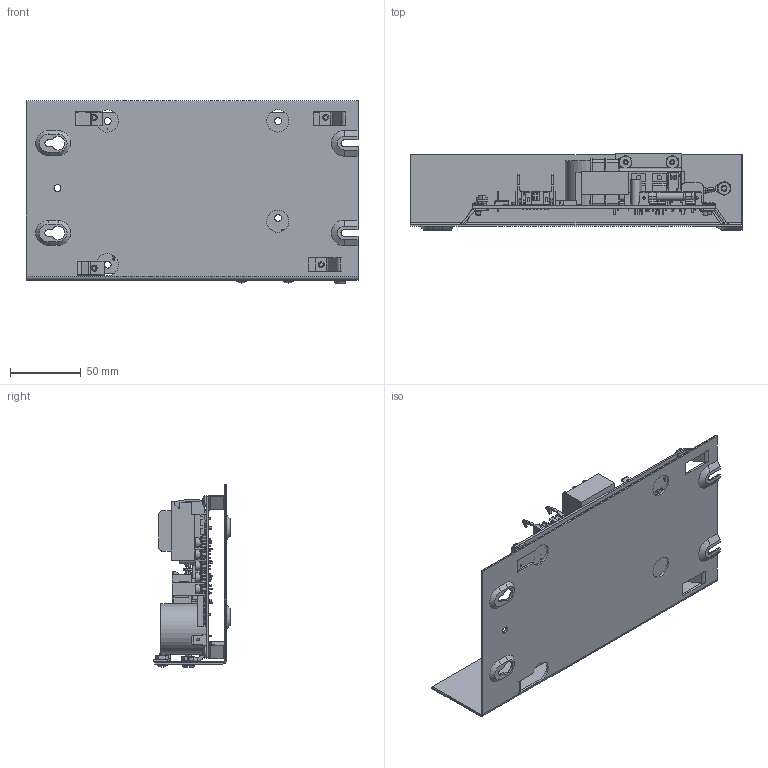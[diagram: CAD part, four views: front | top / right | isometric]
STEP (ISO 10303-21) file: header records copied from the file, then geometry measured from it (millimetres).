
FILE_DESCRIPTION (( 'STEP AP203' ), '1' );
FILE_NAME ('INFM0035.STEP', '2014-08-28T19:06:05', ( 'Sustem Administrator' ), ( 'Bodine Electric Company' ), 'SwSTEP 2.0', 'SolidWorks 2013', '' );
FILE_SCHEMA (( 'CONFIG_CONTROL_DESIGN' ));
Length unit declared in the file: inch
Products named in the file (20): 45200131_45200131; 49500057_49500057 ; 45200135_45200135; 061az002_061az002; 452AZ001_452AZ001; 54200006_54200006; 445AZ001_445AZ001; 45100021_45100021; 453AZ001_453AZ001; 441AZ001_441AZ001; 434AZ005_434AZ005; 431AZ007_431AZ007; 54100038_54100038; 54100003_54100003; 442AZ001_442AZ001; 4532AZ01_4532AZ01; 495AZ001_495AZ001; 45200074_45200074; INFM0035; 54100012_54100012
Assembly tree (33 placements, depth 2):
  INFM0035
    431AZ007_431AZ007
    442AZ001_442AZ001  x5
    45200074_45200074
    45200131_45200131
    45200135_45200135
    452AZ001_452AZ001  x4
    445AZ001_445AZ001
    453AZ001_453AZ001
    434AZ005_434AZ005
    54100003_54100003  x4
    495AZ001_495AZ001
    54100012_54100012
    49500057_49500057 
    061az002_061az002
    54200006_54200006  x3
    45100021_45100021
    441AZ001_441AZ001  x2
    54100038_54100038  x2
    4532AZ01_4532AZ01
Bounding box: 234.95 x 53.85 x 129.44 mm (x, y, z)
Volume: 186437.6 mm3; surface area: 173412.7 mm2
Topology: 160 solids, 160 shells, 5145 faces, 13626 edges, 8916 vertices
Faces by surface type: plane 3240, cylinder 1503, bspline 268, cone 70, torus 48, sphere 16
Entity records: 132743 total; most frequent: CARTESIAN_POINT 30414, ORIENTED_EDGE 20744, DIRECTION 20168, EDGE_CURVE 10372, LINE 7288, VECTOR 7288, VERTEX_POINT 6795, AXIS2_PLACEMENT_3D 6440
